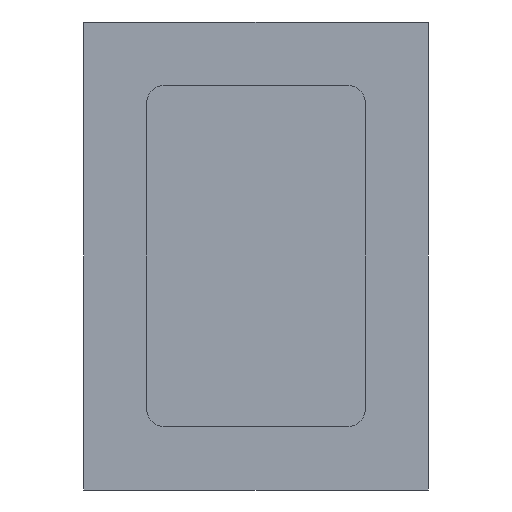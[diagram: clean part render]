
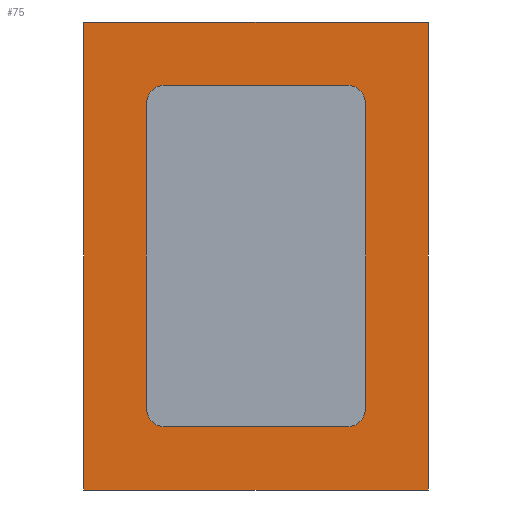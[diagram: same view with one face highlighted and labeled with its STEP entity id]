
A CAD part, front view. The second image highlights one B-rep face of the part: STEP entity #75.
In plain terms, the highlighted planar face has unit normal (0, -1, 0).
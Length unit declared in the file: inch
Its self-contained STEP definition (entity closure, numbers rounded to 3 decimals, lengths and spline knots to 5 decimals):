
#28 = VERTEX_POINT ( 'NONE', #603 ) ;
#35 = EDGE_CURVE ( 'NONE', #62, #81, #386, .T. ) ;
#36 = ORIENTED_EDGE ( 'NONE', *, *, #87, .F. ) ;
#37 = ORIENTED_EDGE ( 'NONE', *, *, #50, .F. ) ;
#38 = EDGE_LOOP ( 'NONE', ( #39, #86, #36, #73 ) ) ;
#39 = ORIENTED_EDGE ( 'NONE', *, *, #35, .T. ) ;
#41 = EDGE_CURVE ( 'NONE', #82, #74, #604, .T. ) ;
#42 = ORIENTED_EDGE ( 'NONE', *, *, #126, .F. ) ;
#43 = ORIENTED_EDGE ( 'NONE', *, *, #41, .F. ) ;
#44 = EDGE_CURVE ( 'NONE', #51, #82, #579, .T. ) ;
#45 = VERTEX_POINT ( 'NONE', #558 ) ;
#46 = ORIENTED_EDGE ( 'NONE', *, *, #44, .F. ) ;
#47 = EDGE_CURVE ( 'NONE', #48, #51, #581, .T. ) ;
#48 = VERTEX_POINT ( 'NONE', #704 ) ;
#50 = EDGE_CURVE ( 'NONE', #28, #72, #700, .T. ) ;
#51 = VERTEX_POINT ( 'NONE', #701 ) ;
#55 = EDGE_LOOP ( 'NONE', ( #77, #76, #71, #43, #46, #69, #42, #37 ) ) ;
#58 = EDGE_CURVE ( 'NONE', #59, #62, #690, .T. ) ;
#59 = VERTEX_POINT ( 'NONE', #695 ) ;
#60 = VERTEX_POINT ( 'NONE', #683 ) ;
#62 = VERTEX_POINT ( 'NONE', #691 ) ;
#69 = ORIENTED_EDGE ( 'NONE', *, *, #47, .F. ) ;
#71 = ORIENTED_EDGE ( 'NONE', *, *, #125, .F. ) ;
#72 = VERTEX_POINT ( 'NONE', #645 ) ;
#73 = ORIENTED_EDGE ( 'NONE', *, *, #58, .T. ) ;
#74 = VERTEX_POINT ( 'NONE', #637 ) ;
#75 = ADVANCED_FACE ( 'NONE', ( #629, #643 ), #646, .F. ) ;
#76 = ORIENTED_EDGE ( 'NONE', *, *, #78, .F. ) ;
#77 = ORIENTED_EDGE ( 'NONE', *, *, #79, .F. ) ;
#78 = EDGE_CURVE ( 'NONE', #80, #60, #626, .T. ) ;
#79 = EDGE_CURVE ( 'NONE', #60, #28, #619, .T. ) ;
#80 = VERTEX_POINT ( 'NONE', #623 ) ;
#81 = VERTEX_POINT ( 'NONE', #622 ) ;
#82 = VERTEX_POINT ( 'NONE', #615 ) ;
#86 = ORIENTED_EDGE ( 'NONE', *, *, #88, .F. ) ;
#87 = EDGE_CURVE ( 'NONE', #59, #45, #672, .T. ) ;
#88 = EDGE_CURVE ( 'NONE', #45, #81, #624, .T. ) ;
#125 = EDGE_CURVE ( 'NONE', #74, #80, #793, .T. ) ;
#126 = EDGE_CURVE ( 'NONE', #72, #48, #787, .T. ) ;
#386 = LINE ( 'NONE', #586, #585 ) ;
#551 = DIRECTION ( 'NONE',  ( 0., 0., -1. ) ) ;
#552 = DIRECTION ( 'NONE',  ( 0., -1., 0. ) ) ;
#553 = CARTESIAN_POINT ( 'NONE',  ( 0.097, -0.061, 0.1625 ) ) ;
#555 = DIRECTION ( 'NONE',  ( -1., 0., 0. ) ) ;
#556 = VECTOR ( 'NONE', #555, 39.37008 ) ;
#557 = CARTESIAN_POINT ( 'NONE',  ( -0.097, -0.061, 0.1825 ) ) ;
#558 = CARTESIAN_POINT ( 'NONE',  ( 0.184, -0.061, -0.25 ) ) ;
#559 = DIRECTION ( 'NONE',  ( 0., 0., -1. ) ) ;
#561 = AXIS2_PLACEMENT_3D ( 'NONE', #553, #552, #551 ) ;
#578 = CARTESIAN_POINT ( 'NONE',  ( -0.097, -0.061, 0.1625 ) ) ;
#579 = LINE ( 'NONE', #557, #556 ) ;
#581 = CIRCLE ( 'NONE', #561, 0.02 ) ;
#583 = DIRECTION ( 'NONE',  ( 0., -1., 0. ) ) ;
#584 = DIRECTION ( 'NONE',  ( 0., 0., -1. ) ) ;
#585 = VECTOR ( 'NONE', #584, 39.37008 ) ;
#586 = CARTESIAN_POINT ( 'NONE',  ( -0.184, -0.061, 0.25 ) ) ;
#588 = AXIS2_PLACEMENT_3D ( 'NONE', #578, #583, #559 ) ;
#603 = CARTESIAN_POINT ( 'NONE',  ( 0.097, -0.061, -0.1825 ) ) ;
#604 = CIRCLE ( 'NONE', #588, 0.02 ) ;
#612 = DIRECTION ( 'NONE',  ( 0., 0., -1. ) ) ;
#613 = CARTESIAN_POINT ( 'NONE',  ( 0.184, -0.061, 0.25 ) ) ;
#615 = CARTESIAN_POINT ( 'NONE',  ( -0.097, -0.061, 0.1825 ) ) ;
#616 = DIRECTION ( 'NONE',  ( 1., 0., 0. ) ) ;
#617 = VECTOR ( 'NONE', #616, 39.37008 ) ;
#618 = CARTESIAN_POINT ( 'NONE',  ( -0.097, -0.061, -0.1825 ) ) ;
#619 = LINE ( 'NONE', #618, #617 ) ;
#621 = DIRECTION ( 'NONE',  ( 0., 0., -1. ) ) ;
#622 = CARTESIAN_POINT ( 'NONE',  ( -0.184, -0.061, -0.25 ) ) ;
#623 = CARTESIAN_POINT ( 'NONE',  ( -0.117, -0.061, -0.1625 ) ) ;
#624 = LINE ( 'NONE', #666, #665 ) ;
#625 = DIRECTION ( 'NONE',  ( 0., 0., 1. ) ) ;
#626 = CIRCLE ( 'NONE', #628, 0.02 ) ;
#628 = AXIS2_PLACEMENT_3D ( 'NONE', #647, #630, #621 ) ;
#629 = FACE_BOUND ( 'NONE', #55, .T. ) ;
#630 = DIRECTION ( 'NONE',  ( 0., -1., 0. ) ) ;
#636 = AXIS2_PLACEMENT_3D ( 'NONE', #638, #644, #625 ) ;
#637 = CARTESIAN_POINT ( 'NONE',  ( -0.117, -0.061, 0.1625 ) ) ;
#638 = CARTESIAN_POINT ( 'NONE',  ( 0.184, -0.061, 0.25 ) ) ;
#643 = FACE_OUTER_BOUND ( 'NONE', #38, .T. ) ;
#644 = DIRECTION ( 'NONE',  ( 0., 1., 0. ) ) ;
#645 = CARTESIAN_POINT ( 'NONE',  ( 0.117, -0.061, -0.1625 ) ) ;
#646 = PLANE ( 'NONE',  #636 ) ;
#647 = CARTESIAN_POINT ( 'NONE',  ( -0.097, -0.061, -0.1625 ) ) ;
#664 = DIRECTION ( 'NONE',  ( -1., 0., 0. ) ) ;
#665 = VECTOR ( 'NONE', #664, 39.37008 ) ;
#666 = CARTESIAN_POINT ( 'NONE',  ( 0.184, -0.061, -0.25 ) ) ;
#668 = VECTOR ( 'NONE', #612, 39.37008 ) ;
#672 = LINE ( 'NONE', #613, #668 ) ;
#682 = VECTOR ( 'NONE', #692, 39.37008 ) ;
#683 = CARTESIAN_POINT ( 'NONE',  ( -0.097, -0.061, -0.1825 ) ) ;
#690 = LINE ( 'NONE', #693, #682 ) ;
#691 = CARTESIAN_POINT ( 'NONE',  ( -0.184, -0.061, 0.25 ) ) ;
#692 = DIRECTION ( 'NONE',  ( -1., 0., 0. ) ) ;
#693 = CARTESIAN_POINT ( 'NONE',  ( 0.184, -0.061, 0.25 ) ) ;
#695 = CARTESIAN_POINT ( 'NONE',  ( 0.184, -0.061, 0.25 ) ) ;
#696 = DIRECTION ( 'NONE',  ( 0., 0., -1. ) ) ;
#697 = DIRECTION ( 'NONE',  ( 0., -1., 0. ) ) ;
#698 = CARTESIAN_POINT ( 'NONE',  ( 0.097, -0.061, -0.1625 ) ) ;
#699 = AXIS2_PLACEMENT_3D ( 'NONE', #698, #697, #696 ) ;
#700 = CIRCLE ( 'NONE', #699, 0.02 ) ;
#701 = CARTESIAN_POINT ( 'NONE',  ( 0.097, -0.061, 0.1825 ) ) ;
#704 = CARTESIAN_POINT ( 'NONE',  ( 0.117, -0.061, 0.1625 ) ) ;
#784 = DIRECTION ( 'NONE',  ( 0., 0., 1. ) ) ;
#785 = VECTOR ( 'NONE', #784, 39.37008 ) ;
#786 = CARTESIAN_POINT ( 'NONE',  ( 0.117, -0.061, 0.1625 ) ) ;
#787 = LINE ( 'NONE', #786, #785 ) ;
#790 = DIRECTION ( 'NONE',  ( 0., 0., -1. ) ) ;
#791 = VECTOR ( 'NONE', #790, 39.37008 ) ;
#792 = CARTESIAN_POINT ( 'NONE',  ( -0.117, -0.061, 0.1625 ) ) ;
#793 = LINE ( 'NONE', #792, #791 ) ;
